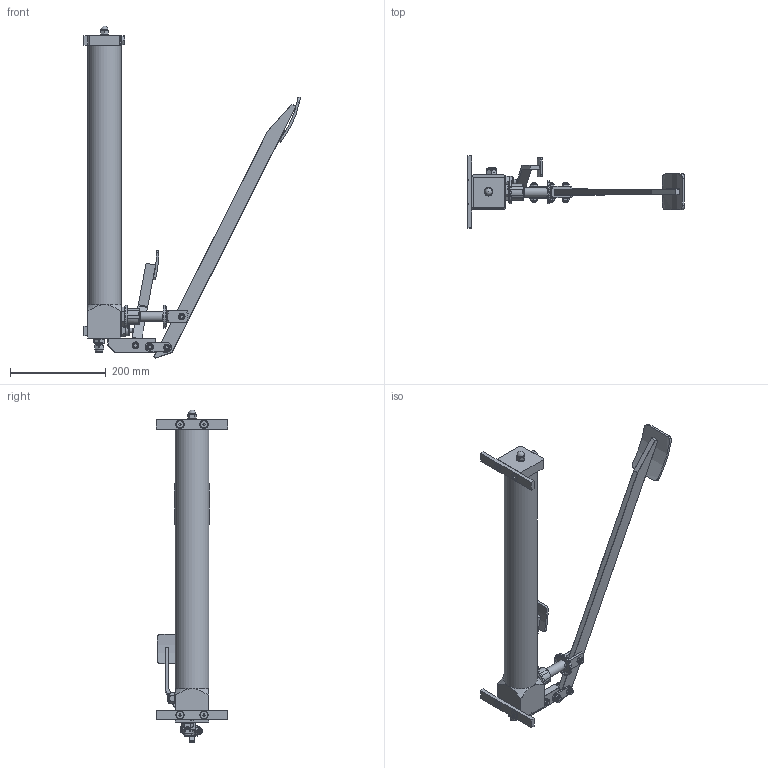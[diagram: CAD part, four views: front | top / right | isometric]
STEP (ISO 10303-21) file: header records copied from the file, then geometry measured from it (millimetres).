
FILE_DESCRIPTION((''),'2;1');
FILE_NAME('6090.0001.00.50 STEP.stp','2019-11-25T11:27:35',('Administrator'),(''),'Autodesk Inventor 2013','Autodesk Inventor 2013','');
FILE_SCHEMA(('CONFIG_CONTROL_DESIGN'));
Length unit declared in the file: millimetre
Products named in the file (1): 6090.0001.00.50 Bloccato
Bounding box: 452.2 x 150 x 692.18 mm (x, y, z)
Volume: 5304135.2 mm3; surface area: 453455.4 mm2
Topology: 34 solids, 34 shells, 1303 faces, 3324 edges, 2135 vertices
Faces by surface type: plane 731, cylinder 192, cone 183, bspline 157, torus 38, sphere 2
Full cylindrical faces by diameter (mm): 5 x1, 8 x25, 8.376 x1, 8.5 x6, 9 x1, 10 x5, 10.5 x1, 10.647 x1, 11 x1, 11.05 x8, 11.445 x1, 12 x4, 13 x2, 13.5 x2, 14.4 x2, 14.884 x1, 14.95 x1, 15 x1, 15.24 x4, 16.6 x1, 17 x2, 18 x2, 19 x1, 20 x7, 20.5 x1, 21 x3, 22 x3, 23 x2, 26 x2, 28 x2
Entity records: 41467 total; most frequent: CARTESIAN_POINT 11472, ORIENTED_EDGE 6018, DIRECTION 5230, EDGE_CURVE 3009, VERTEX_POINT 2035, AXIS2_PLACEMENT_3D 1765, VECTOR 1700, LINE 1700
